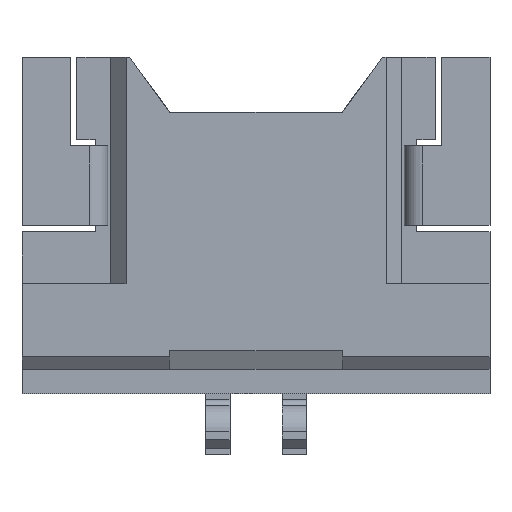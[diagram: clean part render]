
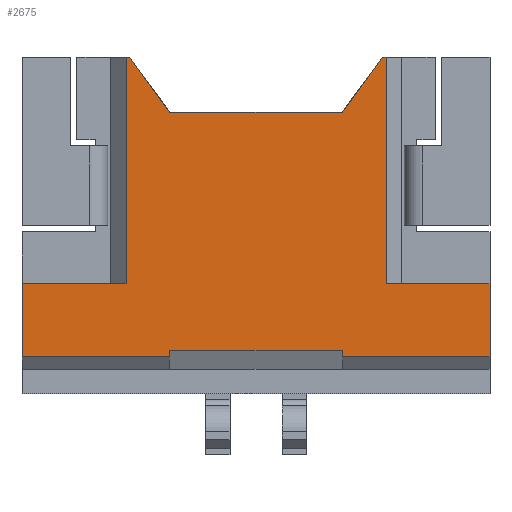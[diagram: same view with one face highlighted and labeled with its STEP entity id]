
A CAD part, front view. The second image highlights one B-rep face of the part: STEP entity #2675.
In plain terms, the highlighted planar face has unit normal (0, -1, 0).
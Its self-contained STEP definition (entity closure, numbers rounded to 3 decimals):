
#1=DIRECTION('',(0.,0.,-1.));
#2=VECTOR('',#1,3.7);
#3=CARTESIAN_POINT('',(-2.125,-0.925,2.75));
#4=LINE('',#3,#2);
#5=DIRECTION('',(1.,0.,0.));
#6=VECTOR('',#5,0.06);
#7=CARTESIAN_POINT('',(-2.125,-0.925,2.75));
#8=LINE('',#7,#6);
#9=DIRECTION('',(0.588,0.,-0.809));
#10=VECTOR('',#9,1.113);
#11=CARTESIAN_POINT('',(-2.065,-0.925,2.75));
#12=LINE('',#11,#10);
#13=DIRECTION('',(1.,0.,0.));
#14=VECTOR('',#13,2.82);
#15=CARTESIAN_POINT('',(-1.41,-0.925,1.85));
#16=LINE('',#15,#14);
#17=DIRECTION('',(0.588,0.,0.809));
#18=VECTOR('',#17,1.113);
#19=CARTESIAN_POINT('',(1.41,-0.925,1.85));
#20=LINE('',#19,#18);
#21=DIRECTION('',(1.,0.,0.));
#22=VECTOR('',#21,0.06);
#23=CARTESIAN_POINT('',(2.065,-0.925,2.75));
#24=LINE('',#23,#22);
#25=DIRECTION('',(0.,0.,1.));
#26=VECTOR('',#25,3.7);
#27=CARTESIAN_POINT('',(2.125,-0.925,-0.95));
#28=LINE('',#27,#26);
#29=DIRECTION('',(0.,0.,-1.));
#30=VECTOR('',#29,1.2);
#31=CARTESIAN_POINT('',(3.825,-0.925,-0.95));
#32=LINE('',#31,#30);
#33=DIRECTION('',(-1.,0.,0.));
#34=VECTOR('',#33,2.415);
#35=CARTESIAN_POINT('',(3.825,-0.925,-2.15));
#36=LINE('',#35,#34);
#37=DIRECTION('',(0.,0.,1.));
#38=VECTOR('',#37,0.1);
#39=CARTESIAN_POINT('',(1.41,-0.925,-2.15));
#40=LINE('',#39,#38);
#41=DIRECTION('',(1.,0.,0.));
#42=VECTOR('',#41,2.82);
#43=CARTESIAN_POINT('',(-1.41,-0.925,-2.05));
#44=LINE('',#43,#42);
#45=DIRECTION('',(0.,0.,1.));
#46=VECTOR('',#45,0.1);
#47=CARTESIAN_POINT('',(-1.41,-0.925,-2.15));
#48=LINE('',#47,#46);
#49=DIRECTION('',(-1.,0.,0.));
#50=VECTOR('',#49,2.415);
#51=CARTESIAN_POINT('',(-1.41,-0.925,-2.15));
#52=LINE('',#51,#50);
#53=DIRECTION('',(0.,0.,1.));
#54=VECTOR('',#53,1.2);
#55=CARTESIAN_POINT('',(-3.825,-0.925,-2.15));
#56=LINE('',#55,#54);
#61=DIRECTION('',(-1.,0.,0.));
#62=VECTOR('',#61,1.7);
#63=CARTESIAN_POINT('',(-2.125,-0.925,-0.95));
#64=LINE('',#63,#62);
#813=DIRECTION('',(-1.,0.,0.));
#814=VECTOR('',#813,1.7);
#815=CARTESIAN_POINT('',(3.825,-0.925,-0.95));
#816=LINE('',#815,#814);
#2020=CARTESIAN_POINT('',(1.41,-0.925,1.85));
#2021=CARTESIAN_POINT('',(2.065,-0.925,2.75));
#2022=VERTEX_POINT('',#2020);
#2023=VERTEX_POINT('',#2021);
#2024=CARTESIAN_POINT('',(-1.41,-0.925,1.85));
#2025=VERTEX_POINT('',#2024);
#2036=CARTESIAN_POINT('',(-2.065,-0.925,2.75));
#2037=VERTEX_POINT('',#2036);
#2170=CARTESIAN_POINT('',(3.825,-0.925,-0.95));
#2171=VERTEX_POINT('',#2170);
#2176=CARTESIAN_POINT('',(-3.825,-0.925,-0.95));
#2177=VERTEX_POINT('',#2176);
#2268=CARTESIAN_POINT('',(-2.125,-0.925,-0.95));
#2269=VERTEX_POINT('',#2268);
#2328=CARTESIAN_POINT('',(3.825,-0.925,-2.15));
#2329=VERTEX_POINT('',#2328);
#2332=CARTESIAN_POINT('',(-3.825,-0.925,-2.15));
#2333=VERTEX_POINT('',#2332);
#2346=CARTESIAN_POINT('',(-2.125,-0.925,2.75));
#2347=VERTEX_POINT('',#2346);
#2348=CARTESIAN_POINT('',(2.125,-0.925,2.75));
#2349=VERTEX_POINT('',#2348);
#2350=CARTESIAN_POINT('',(2.125,-0.925,-0.95));
#2351=VERTEX_POINT('',#2350);
#2400=CARTESIAN_POINT('',(1.41,-0.925,-2.15));
#2401=CARTESIAN_POINT('',(1.41,-0.925,-2.05));
#2402=VERTEX_POINT('',#2400);
#2403=VERTEX_POINT('',#2401);
#2404=CARTESIAN_POINT('',(-1.41,-0.925,-2.15));
#2405=CARTESIAN_POINT('',(-1.41,-0.925,-2.05));
#2406=VERTEX_POINT('',#2404);
#2407=VERTEX_POINT('',#2405);
#2636=CARTESIAN_POINT('',(0.,-0.925,0.));
#2637=DIRECTION('',(0.,-1.,0.));
#2638=DIRECTION('',(-1.,0.,0.));
#2639=AXIS2_PLACEMENT_3D('',#2636,#2637,#2638);
#2640=PLANE('',#2639);
#2642=ORIENTED_EDGE('',*,*,#2641,.F.);
#2644=ORIENTED_EDGE('',*,*,#2643,.T.);
#2646=ORIENTED_EDGE('',*,*,#2645,.T.);
#2648=ORIENTED_EDGE('',*,*,#2647,.T.);
#2650=ORIENTED_EDGE('',*,*,#2649,.T.);
#2652=ORIENTED_EDGE('',*,*,#2651,.T.);
#2654=ORIENTED_EDGE('',*,*,#2653,.F.);
#2656=ORIENTED_EDGE('',*,*,#2655,.F.);
#2658=ORIENTED_EDGE('',*,*,#2657,.T.);
#2660=ORIENTED_EDGE('',*,*,#2659,.T.);
#2662=ORIENTED_EDGE('',*,*,#2661,.T.);
#2664=ORIENTED_EDGE('',*,*,#2663,.F.);
#2666=ORIENTED_EDGE('',*,*,#2665,.F.);
#2668=ORIENTED_EDGE('',*,*,#2667,.T.);
#2670=ORIENTED_EDGE('',*,*,#2669,.T.);
#2672=ORIENTED_EDGE('',*,*,#2671,.F.);
#2673=EDGE_LOOP('',(#2642,#2644,#2646,#2648,#2650,#2652,#2654,#2656,#2658,#2660,
#2662,#2664,#2666,#2668,#2670,#2672));
#2674=FACE_OUTER_BOUND('',#2673,.F.);
#2675=ADVANCED_FACE('',(#2674),#2640,.T.);
#2641=EDGE_CURVE('',#2347,#2269,#4,.T.);
#2643=EDGE_CURVE('',#2347,#2037,#8,.T.);
#2645=EDGE_CURVE('',#2037,#2025,#12,.T.);
#2647=EDGE_CURVE('',#2025,#2022,#16,.T.);
#2649=EDGE_CURVE('',#2022,#2023,#20,.T.);
#2651=EDGE_CURVE('',#2023,#2349,#24,.T.);
#2653=EDGE_CURVE('',#2351,#2349,#28,.T.);
#2655=EDGE_CURVE('',#2171,#2351,#816,.T.);
#2657=EDGE_CURVE('',#2171,#2329,#32,.T.);
#2659=EDGE_CURVE('',#2329,#2402,#36,.T.);
#2661=EDGE_CURVE('',#2402,#2403,#40,.T.);
#2663=EDGE_CURVE('',#2407,#2403,#44,.T.);
#2665=EDGE_CURVE('',#2406,#2407,#48,.T.);
#2667=EDGE_CURVE('',#2406,#2333,#52,.T.);
#2669=EDGE_CURVE('',#2333,#2177,#56,.T.);
#2671=EDGE_CURVE('',#2269,#2177,#64,.T.);
